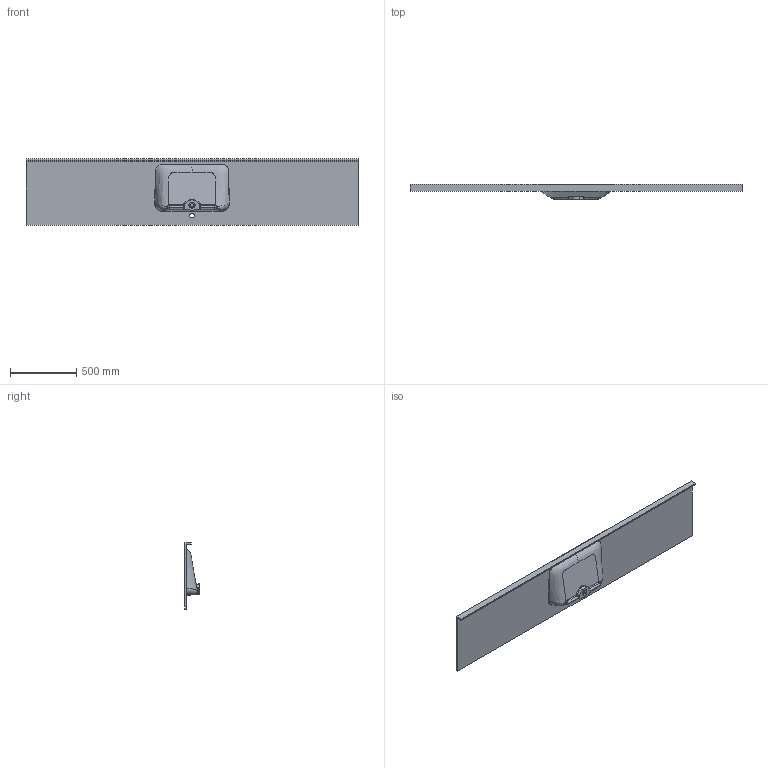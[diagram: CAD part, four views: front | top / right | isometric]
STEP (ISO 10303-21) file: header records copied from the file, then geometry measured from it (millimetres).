
FILE_DESCRIPTION (( 'STEP AP203' ), '1' );
FILE_NAME ('QUEBEC-M.STEP', '2021-09-20T07:22:46', ( '' ), ( '' ), 'SwSTEP 2.0', 'SolidWorks 2020', '' );
FILE_SCHEMA (( 'CONFIG_CONTROL_DESIGN' ));
Length unit declared in the file: millimetre
Products named in the file (1): QUEBEC-M
Bounding box: 2500 x 119.92 x 500 mm (x, y, z)
Volume: 17224510.1 mm3; surface area: 2898709.3 mm2
Topology: 1 solids, 1 shells, 169 faces, 437 edges, 261 vertices
Faces by surface type: bspline 77, cylinder 45, plane 30, sphere 12, torus 4, cone 1
Entity records: 25875 total; most frequent: CARTESIAN_POINT 22378, ORIENTED_EDGE 854, DIRECTION 538, EDGE_CURVE 427, VERTEX_POINT 261, AXIS2_PLACEMENT_3D 212, EDGE_LOOP 174, ADVANCED_FACE 169
